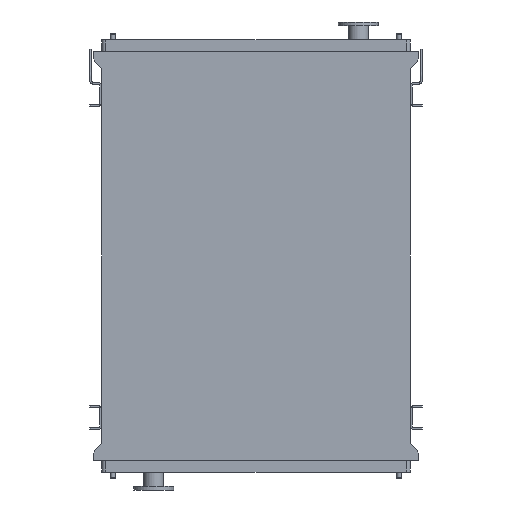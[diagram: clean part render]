
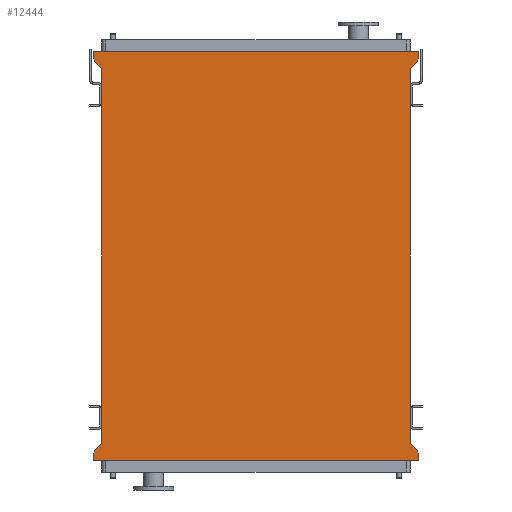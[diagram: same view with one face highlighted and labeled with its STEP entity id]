
A CAD part, front view. The second image highlights one B-rep face of the part: STEP entity #12444.
In plain terms, the highlighted planar face has unit normal (0, -1, 0).
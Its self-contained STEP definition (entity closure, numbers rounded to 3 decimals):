
#214 = CARTESIAN_POINT ( 'NONE',  ( 891., 0., 95. ) ) ;
#796 = DIRECTION ( 'NONE',  ( -1., 0., 0. ) ) ;
#886 = DIRECTION ( 'NONE',  ( 0., 0., -1. ) ) ;
#894 = DIRECTION ( 'NONE',  ( 0., -1., 0. ) ) ;
#938 = PLANE ( 'NONE',  #3332 ) ;
#1072 = CARTESIAN_POINT ( 'NONE',  ( -845., 0., -2050. ) ) ;
#1090 = CARTESIAN_POINT ( 'NONE',  ( -891., 0., 95. ) ) ;
#1112 = DIRECTION ( 'NONE',  ( 1., 0., 0. ) ) ;
#1400 = CARTESIAN_POINT ( 'NONE',  ( 891., 0., -2145. ) ) ;
#1501 = VECTOR ( 'NONE', #5615, 1000. ) ;
#1550 = DIRECTION ( 'NONE',  ( 0., 0., 1. ) ) ;
#1751 = VERTEX_POINT ( 'NONE', #4511 ) ;
#1951 = CARTESIAN_POINT ( 'NONE',  ( 891., 0., -2103. ) ) ;
#1955 = CARTESIAN_POINT ( 'NONE',  ( -891., 0., -2103. ) ) ;
#1982 = CARTESIAN_POINT ( 'NONE',  ( -891., 0., -2145. ) ) ;
#2014 = DIRECTION ( 'NONE',  ( 0.655, 0., -0.755 ) ) ;
#2036 = LINE ( 'NONE', #5472, #1501 ) ;
#2089 = CARTESIAN_POINT ( 'NONE',  ( -891., 0., -2103. ) ) ;
#2118 = CARTESIAN_POINT ( 'NONE',  ( 891., 0., 95. ) ) ;
#2249 = LINE ( 'NONE', #1090, #6210 ) ;
#2279 = LINE ( 'NONE', #1400, #12713 ) ;
#2285 = VERTEX_POINT ( 'NONE', #6727 ) ;
#2540 = VERTEX_POINT ( 'NONE', #2859 ) ;
#2574 = LINE ( 'NONE', #5797, #13260 ) ;
#2798 = VECTOR ( 'NONE', #1550, 1000. ) ;
#2859 = CARTESIAN_POINT ( 'NONE',  ( 845., 0., 0. ) ) ;
#2880 = ORIENTED_EDGE ( 'NONE', *, *, #3557, .F. ) ;
#3056 = EDGE_CURVE ( 'NONE', #4662, #14101, #2574, .T. ) ;
#3332 = AXIS2_PLACEMENT_3D ( 'NONE', #1072, #894, #886 ) ;
#3425 = EDGE_CURVE ( 'NONE', #14255, #2540, #2036, .T. ) ;
#3457 = EDGE_CURVE ( 'NONE', #15614, #2540, #14700, .T. ) ;
#3486 = EDGE_CURVE ( 'NONE', #4200, #15614, #11487, .T. ) ;
#3511 = EDGE_CURVE ( 'NONE', #16303, #2285, #16587, .T. ) ;
#3513 = EDGE_CURVE ( 'NONE', #14101, #16303, #3901, .T. ) ;
#3557 = EDGE_CURVE ( 'NONE', #6239, #4662, #16018, .T. ) ;
#3560 = EDGE_CURVE ( 'NONE', #1751, #6239, #10788, .T. ) ;
#3616 = EDGE_CURVE ( 'NONE', #11257, #1751, #2279, .T. ) ;
#3655 = EDGE_CURVE ( 'NONE', #10896, #11257, #5723, .T. ) ;
#3688 = EDGE_CURVE ( 'NONE', #14255, #10896, #8919, .T. ) ;
#3799 = CARTESIAN_POINT ( 'NONE',  ( 891., 0., 53. ) ) ;
#3872 = DIRECTION ( 'NONE',  ( -0.655, 0., -0.755 ) ) ;
#3901 = LINE ( 'NONE', #8239, #7591 ) ;
#4070 = DIRECTION ( 'NONE',  ( 0.655, 0., 0.755 ) ) ;
#4200 = VERTEX_POINT ( 'NONE', #214 ) ;
#4234 = CARTESIAN_POINT ( 'NONE',  ( 891., 0., 53. ) ) ;
#4473 = DIRECTION ( 'NONE',  ( 0., 0., 1. ) ) ;
#4511 = CARTESIAN_POINT ( 'NONE',  ( -891., 0., -2145. ) ) ;
#4662 = VERTEX_POINT ( 'NONE', #10520 ) ;
#5164 = CARTESIAN_POINT ( 'NONE',  ( 891., 0., -2145. ) ) ;
#5472 = CARTESIAN_POINT ( 'NONE',  ( 845., 0., -2050. ) ) ;
#5615 = DIRECTION ( 'NONE',  ( 0., 0., 1. ) ) ;
#5723 = LINE ( 'NONE', #12521, #14836 ) ;
#5797 = CARTESIAN_POINT ( 'NONE',  ( -845., 0., -2050. ) ) ;
#6210 = VECTOR ( 'NONE', #1112, 1000. ) ;
#6239 = VERTEX_POINT ( 'NONE', #2089 ) ;
#6279 = EDGE_CURVE ( 'NONE', #2285, #4200, #2249, .T. ) ;
#6727 = CARTESIAN_POINT ( 'NONE',  ( -891., 0., 95. ) ) ;
#7241 = ORIENTED_EDGE ( 'NONE', *, *, #3560, .F. ) ;
#7591 = VECTOR ( 'NONE', #7874, 1000. ) ;
#7659 = ORIENTED_EDGE ( 'NONE', *, *, #3688, .F. ) ;
#7874 = DIRECTION ( 'NONE',  ( -0.655, 0., 0.755 ) ) ;
#8186 = CARTESIAN_POINT ( 'NONE',  ( -891., 0., 53. ) ) ;
#8239 = CARTESIAN_POINT ( 'NONE',  ( -845., 0., 0. ) ) ;
#8736 = VECTOR ( 'NONE', #3872, 1000. ) ;
#8919 = LINE ( 'NONE', #15753, #14547 ) ;
#9113 = CARTESIAN_POINT ( 'NONE',  ( 845., 0., -2050. ) ) ;
#9513 = DIRECTION ( 'NONE',  ( 0., 0., 1. ) ) ;
#9714 = ORIENTED_EDGE ( 'NONE', *, *, #3486, .F. ) ;
#9834 = CARTESIAN_POINT ( 'NONE',  ( -845., 0., 0. ) ) ;
#9879 = FACE_OUTER_BOUND ( 'NONE', #11543, .T. ) ;
#10176 = DIRECTION ( 'NONE',  ( 0., 0., -1. ) ) ;
#10377 = VECTOR ( 'NONE', #4070, 1000. ) ;
#10440 = ORIENTED_EDGE ( 'NONE', *, *, #3616, .F. ) ;
#10520 = CARTESIAN_POINT ( 'NONE',  ( -845., 0., -2050. ) ) ;
#10788 = LINE ( 'NONE', #1982, #2798 ) ;
#10896 = VERTEX_POINT ( 'NONE', #1951 ) ;
#11257 = VERTEX_POINT ( 'NONE', #5164 ) ;
#11487 = LINE ( 'NONE', #2118, #14111 ) ;
#11543 = EDGE_LOOP ( 'NONE', ( #12418, #15211, #9714, #12770, #15511, #13123, #15791, #2880, #7241, #10440, #16066, #7659 ) ) ;
#12418 = ORIENTED_EDGE ( 'NONE', *, *, #3425, .T. ) ;
#12444 = ADVANCED_FACE ( 'NONE', ( #9879 ), #938, .T. ) ;
#12521 = CARTESIAN_POINT ( 'NONE',  ( 891., 0., -2103. ) ) ;
#12713 = VECTOR ( 'NONE', #796, 1000. ) ;
#12770 = ORIENTED_EDGE ( 'NONE', *, *, #6279, .F. ) ;
#13123 = ORIENTED_EDGE ( 'NONE', *, *, #3513, .F. ) ;
#13260 = VECTOR ( 'NONE', #4473, 1000. ) ;
#13642 = DIRECTION ( 'NONE',  ( 0., 0., -1. ) ) ;
#13767 = VECTOR ( 'NONE', #9513, 1000. ) ;
#14101 = VERTEX_POINT ( 'NONE', #9834 ) ;
#14111 = VECTOR ( 'NONE', #10176, 1000. ) ;
#14255 = VERTEX_POINT ( 'NONE', #9113 ) ;
#14547 = VECTOR ( 'NONE', #2014, 1000. ) ;
#14700 = LINE ( 'NONE', #4234, #8736 ) ;
#14836 = VECTOR ( 'NONE', #13642, 1000. ) ;
#15211 = ORIENTED_EDGE ( 'NONE', *, *, #3457, .F. ) ;
#15511 = ORIENTED_EDGE ( 'NONE', *, *, #3511, .F. ) ;
#15614 = VERTEX_POINT ( 'NONE', #3799 ) ;
#15753 = CARTESIAN_POINT ( 'NONE',  ( 845., 0., -2050. ) ) ;
#15791 = ORIENTED_EDGE ( 'NONE', *, *, #3056, .F. ) ;
#16018 = LINE ( 'NONE', #1955, #10377 ) ;
#16066 = ORIENTED_EDGE ( 'NONE', *, *, #3655, .F. ) ;
#16303 = VERTEX_POINT ( 'NONE', #16584 ) ;
#16584 = CARTESIAN_POINT ( 'NONE',  ( -891., 0., 53. ) ) ;
#16587 = LINE ( 'NONE', #8186, #13767 ) ;
